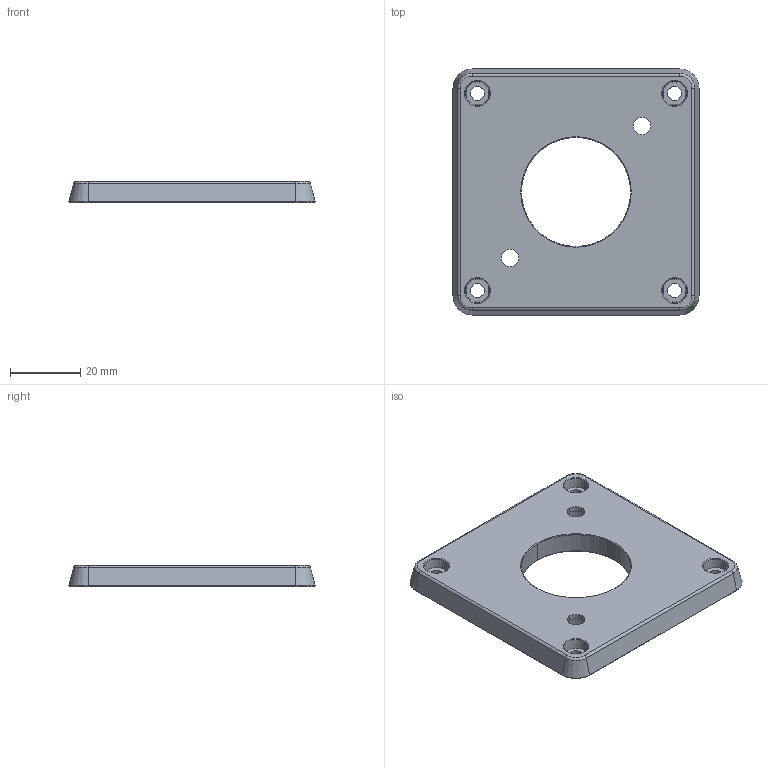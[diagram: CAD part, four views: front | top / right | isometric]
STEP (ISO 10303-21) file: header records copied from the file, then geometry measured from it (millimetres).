
FILE_DESCRIPTION((''),'2;1');
FILE_NAME('HANDLE_ADAPTER_OHZX6','2024-12-18T13:48:24',('FIANLEH10'),(''),'CREO PARAMETRIC BY PTC INC, 2022364','CREO PARAMETRIC BY PTC INC, 2022364','');
FILE_SCHEMA(('AUTOMOTIVE_DESIGN { 1 0 10303 214 1 1 1 1 }'));
Length unit declared in the file: millimetre
Products named in the file (1): HANDLE_ADAPTER_OHZX6
Bounding box: 69.9 x 69.9 x 6 mm (x, y, z)
Volume: 16339.7 mm3; surface area: 12201.8 mm2
Topology: 1 solids, 1 shells, 182 faces, 428 edges, 258 vertices
Faces by surface type: cylinder 60, plane 58, cone 44, torus 16, bspline 4
Entity records: 7322 total; most frequent: CARTESIAN_POINT 1016, DIRECTION 1008, ORIENTED_EDGE 856, PRESENTATION_STYLE_ASSIGNMENT 433, STYLED_ITEM 433, CURVE_STYLE 432, EDGE_CURVE 428, AXIS2_PLACEMENT_3D 390
